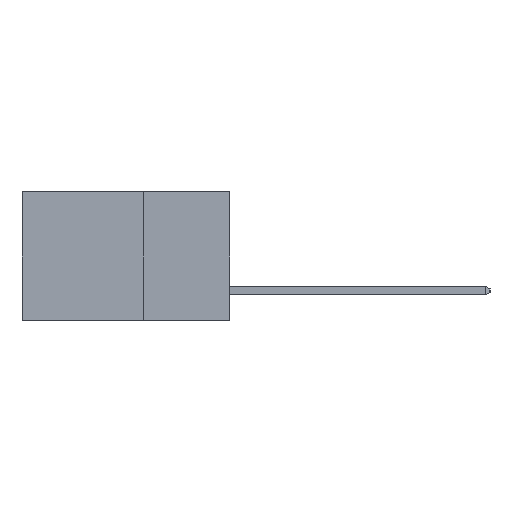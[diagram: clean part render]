
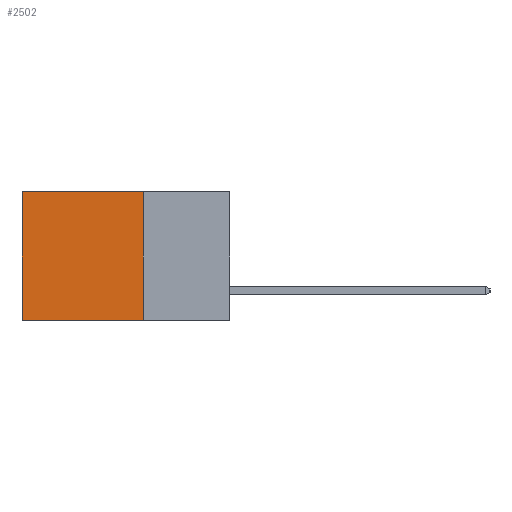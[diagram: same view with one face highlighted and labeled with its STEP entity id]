
A CAD part, left-side view. The second image highlights one B-rep face of the part: STEP entity #2502.
In plain terms, the highlighted planar face has unit normal (-1, 0, 0).
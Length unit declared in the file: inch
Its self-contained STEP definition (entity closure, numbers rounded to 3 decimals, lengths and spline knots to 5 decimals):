
#778 = ORIENTED_EDGE ( 'NONE', *, *, #1079, .T. ) ;
#1079 = EDGE_CURVE ( 'NONE', #14082, #15963, #4924, .T. ) ;
#2502 = ADVANCED_FACE ( 'NONE', ( #7121 ), #11335, .F. ) ;
#2788 = VERTEX_POINT ( 'NONE', #10189 ) ;
#3758 = LINE ( 'NONE', #16565, #14030 ) ;
#3822 = CARTESIAN_POINT ( 'NONE',  ( 0.2615, 0.6, -0.37 ) ) ;
#3949 = AXIS2_PLACEMENT_3D ( 'NONE', #16615, #12423, #10879 ) ;
#4167 = DIRECTION ( 'NONE',  ( 0., 0., -1. ) ) ;
#4924 = LINE ( 'NONE', #12919, #8369 ) ;
#5434 = CARTESIAN_POINT ( 'NONE',  ( 0.2615, 0.25, -0.37 ) ) ;
#5511 = VECTOR ( 'NONE', #4167, 39.37008 ) ;
#6571 = DIRECTION ( 'NONE',  ( 0., 1., 0. ) ) ;
#6952 = ORIENTED_EDGE ( 'NONE', *, *, #10586, .F. ) ;
#7121 = FACE_OUTER_BOUND ( 'NONE', #8125, .T. ) ;
#7195 = ORIENTED_EDGE ( 'NONE', *, *, #14537, .T. ) ;
#7941 = ORIENTED_EDGE ( 'NONE', *, *, #12156, .F. ) ;
#8125 = EDGE_LOOP ( 'NONE', ( #7195, #7941, #6952, #778 ) ) ;
#8369 = VECTOR ( 'NONE', #6571, 39.37008 ) ;
#10189 = CARTESIAN_POINT ( 'NONE',  ( 0.2615, 0.25, -0.37 ) ) ;
#10245 = CARTESIAN_POINT ( 'NONE',  ( 0.2615, 0.6, -0.37 ) ) ;
#10271 = DIRECTION ( 'NONE',  ( 0., 1., 0. ) ) ;
#10586 = EDGE_CURVE ( 'NONE', #14082, #2788, #15691, .T. ) ;
#10879 = DIRECTION ( 'NONE',  ( 0., 0., -1. ) ) ;
#11335 = PLANE ( 'NONE',  #3949 ) ;
#12156 = EDGE_CURVE ( 'NONE', #2788, #16538, #3758, .T. ) ;
#12423 = DIRECTION ( 'NONE',  ( 1., 0., 0. ) ) ;
#12919 = CARTESIAN_POINT ( 'NONE',  ( 0.2615, 0.25, 0. ) ) ;
#13750 = LINE ( 'NONE', #3822, #16685 ) ;
#14030 = VECTOR ( 'NONE', #10271, 39.37008 ) ;
#14082 = VERTEX_POINT ( 'NONE', #15674 ) ;
#14537 = EDGE_CURVE ( 'NONE', #15963, #16538, #13750, .T. ) ;
#15674 = CARTESIAN_POINT ( 'NONE',  ( 0.2615, 0.25, 0. ) ) ;
#15691 = LINE ( 'NONE', #5434, #5511 ) ;
#15963 = VERTEX_POINT ( 'NONE', #16667 ) ;
#16538 = VERTEX_POINT ( 'NONE', #10245 ) ;
#16565 = CARTESIAN_POINT ( 'NONE',  ( 0.2615, 0.25, -0.37 ) ) ;
#16615 = CARTESIAN_POINT ( 'NONE',  ( 0.2615, 0.25, -0.37 ) ) ;
#16667 = CARTESIAN_POINT ( 'NONE',  ( 0.2615, 0.6, 0. ) ) ;
#16682 = DIRECTION ( 'NONE',  ( 0., 0., -1. ) ) ;
#16685 = VECTOR ( 'NONE', #16682, 39.37008 ) ;
